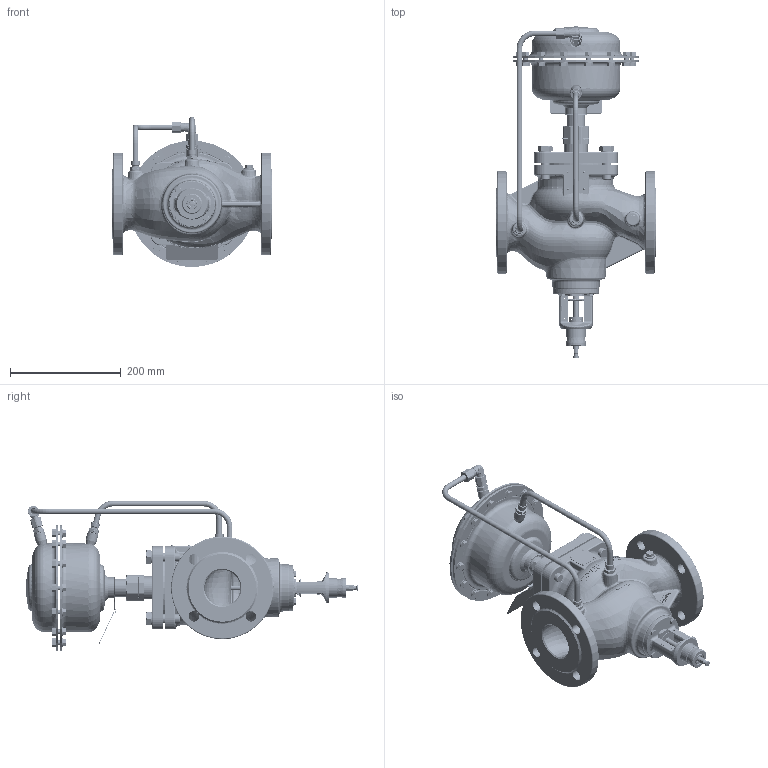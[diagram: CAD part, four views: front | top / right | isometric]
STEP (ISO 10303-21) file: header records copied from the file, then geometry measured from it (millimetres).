
FILE_DESCRIPTION((''),'2;1');
FILE_NAME('003G5500_AFQM2_PN16_DN65_0-2_AS_ASM','2021-01-18T',('U258099'),('Danfoss'),'CREO PARAMETRIC BY PTC INC, 2018070','CREO PARAMETRIC BY PTC INC, 2018070','');
FILE_SCHEMA(('CONFIG_CONTROL_DESIGN'));
Products named in the file (40): 88650490_VALVE_BODY_VFQM_DN65_1; 88652280_STUFFING_BOX_DN65_80_1; 88651330_SPINDLE_CV_DN65-80_1; 88650700_VALVE_COVER_VFG_DN65_1; 88651200_YOKE_BODY_DN65_100_1; HEX_SCREW_DIN933_M06X18_1; 5184024_1; 88652800_POINTER_VFQM_1; 88652260_SETT_SCREW_DN65-100_1; 88652700_FLOW_SCALE_DN65_1; 51817881_SCREW_SF_M3X5_1; 188610240_1; WALTER_CONNECTION_1; 8863078_ASM_1_ASM; 88653140_VFQM_DN65_PN16_ASM_1_ASM; 88670070_HOUSING160_PN16_MI_AF1; 88673400_TUBE_FI38X10X62_MI_AF0; 88671660_PRESSURE_CONNECTOR_4MM; WELD_160_4MM_INST_AF0_1; 88671470_COVER160_PN16_MINUS_AS_ASM; 88670600_CONNECTING_NUT_G1_1_4_; 88670100_HOUS_AFQ_160_PN16__AF0; 88671660_PRESSURE_CONNECTOR_AF0; 88672600_COVE_AFQ_160_PN16_PLUS_ASM; 51840300_SCREW_M8X20_DIN933_1; 5201742_1; 5191731_1; 88630620_TUBE_CONN_D1_0_DA_00_A_ASM; 88673820_1; 88673810_LABEL_PLATE_PA_1; 88673840_1; PRIKLJUCEK_KOLENO_1; WALTER_CONNECTION_NUT_1; 56722030_ASM_1_ASM; 003G5600_AFQ2_PN16_160CM2_ASM_1_ASM; 88674480_TUBE_PL_AFQM_DN65-160_; 88674490_TUBE_MI_AFQM_DN65-160_; LABEL_PLATE_37X37_1; 5589607_1; 003G5500_AFQM2_PN16_DN65_0-2_AS_ASM
Assembly tree (92 placements, depth 5):
  003G5500_AFQM2_PN16_DN65_0-2_AS_ASM
    88653140_VFQM_DN65_PN16_ASM_1_ASM
      88650490_VALVE_BODY_VFQM_DN65_1
      88652280_STUFFING_BOX_DN65_80_1
      88651330_SPINDLE_CV_DN65-80_1
      88650700_VALVE_COVER_VFG_DN65_1
      88651200_YOKE_BODY_DN65_100_1
      HEX_SCREW_DIN933_M06X18_1  x4
      5184024_1  x4
      88652800_POINTER_VFQM_1
      88652260_SETT_SCREW_DN65-100_1
      88652700_FLOW_SCALE_DN65_1
      51817881_SCREW_SF_M3X5_1  x2
      188610240_1
      8863078_ASM_1_ASM  x2
        WALTER_CONNECTION_1
    003G5600_AFQ2_PN16_160CM2_ASM_1_ASM
      88671470_COVER160_PN16_MINUS_AS_ASM
        88670070_HOUSING160_PN16_MI_AF1
        88673400_TUBE_FI38X10X62_MI_AF0
        88671660_PRESSURE_CONNECTOR_4MM
        WELD_160_4MM_INST_AF0_1
      88670600_CONNECTING_NUT_G1_1_4_
      88672600_COVE_AFQ_160_PN16_PLUS_ASM
        88670100_HOUS_AFQ_160_PN16__AF0
        88671660_PRESSURE_CONNECTOR_AF0
      51840300_SCREW_M8X20_DIN933_1  x14
      5201742_1  x14
      5191731_1  x14
      88630620_TUBE_CONN_D1_0_DA_00_A_ASM  x2
        8863078_ASM_1_ASM
          WALTER_CONNECTION_1
      88673820_1
      88673810_LABEL_PLATE_PA_1
      88673840_1
      56722030_ASM_1_ASM
        PRIKLJUCEK_KOLENO_1
        WALTER_CONNECTION_NUT_1  x2
    88674480_TUBE_PL_AFQM_DN65-160_
    88674490_TUBE_MI_AFQM_DN65-160_
    LABEL_PLATE_37X37_1
    5589607_1  x4
Bounding box: 290 x 598.3 x 270.77 mm (x, y, z)
Volume: 3955895.4 mm3; surface area: 969787.1 mm2
Topology: 85 solids, 85 shells, 5164 faces, 13322 edges, 8452 vertices
Faces by surface type: plane 2444, cylinder 986, cone 856, bspline 410, torus 339, extrusion 92, sphere 32, revolution 5
Entity records: 158785 total; most frequent: CARTESIAN_POINT 66105, ORIENTED_EDGE 20430, DIRECTION 17303, EDGE_CURVE 10215, VERTEX_POINT 6630, AXIS2_PLACEMENT_3D 6087, VECTOR 5124, LINE 5032
